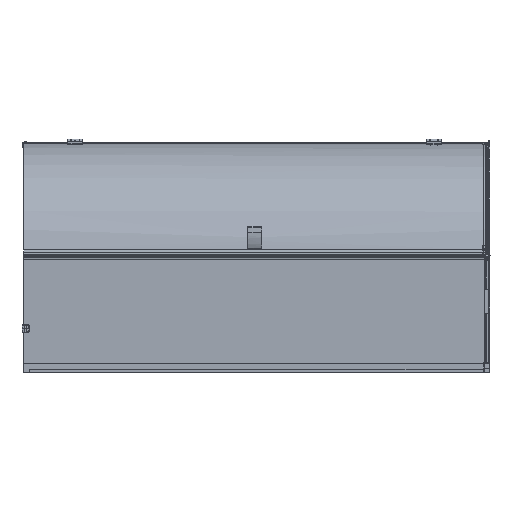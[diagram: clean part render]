
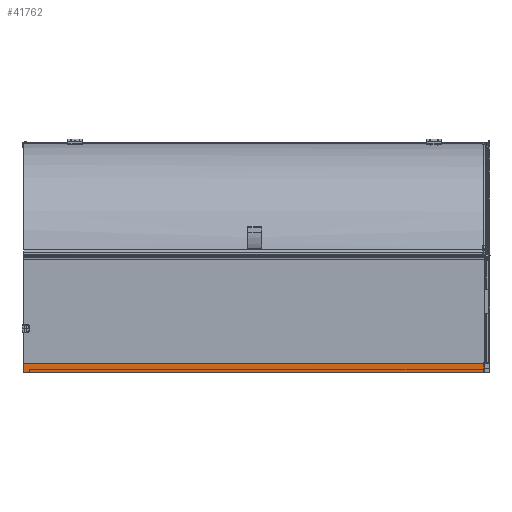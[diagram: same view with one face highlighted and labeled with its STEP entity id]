
A CAD part, left-side view. The second image highlights one B-rep face of the part: STEP entity #41762.
In plain terms, the highlighted cylindrical face has radius 960.746 mm (diameter 1921.49 mm), a partial arc.
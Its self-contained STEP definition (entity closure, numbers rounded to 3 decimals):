
#452 = EDGE_CURVE ( 'NONE', #129552, #106197, #91297, .T. ) ;
#3983 = CARTESIAN_POINT ( 'NONE',  ( -666.832, -959.5, -948.706 ) ) ;
#6216 = CARTESIAN_POINT ( 'NONE',  ( -667.096, -959.5, -922.562 ) ) ;
#6487 = AXIS2_PLACEMENT_3D ( 'NONE', #30505, #60522, #9876 ) ;
#9392 = VECTOR ( 'NONE', #89168, 1000. ) ;
#9876 = DIRECTION ( 'NONE',  ( 0., 0., 1. ) ) ;
#18064 = ORIENTED_EDGE ( 'NONE', *, *, #66046, .T. ) ;
#22020 = EDGE_CURVE ( 'NONE', #51847, #108518, #125972, .T. ) ;
#30406 = DIRECTION ( 'NONE',  ( 0., -1., 0. ) ) ;
#30505 = CARTESIAN_POINT ( 'NONE',  ( 293.716, 966.8, -929.173 ) ) ;
#30554 = DIRECTION ( 'NONE',  ( 0., 1., 0. ) ) ;
#38272 = DIRECTION ( 'NONE',  ( 0., -1., 0. ) ) ;
#39734 = VERTEX_POINT ( 'NONE', #66197 ) ;
#41762 = ADVANCED_FACE ( 'NONE', ( #56321 ), #77229, .T. ) ;
#44263 = EDGE_LOOP ( 'NONE', ( #18064, #77705, #56026, #77115, #87526 ) ) ;
#47946 = EDGE_CURVE ( 'NONE', #51847, #39734, #67996, .T. ) ;
#51847 = VERTEX_POINT ( 'NONE', #76793 ) ;
#56026 = ORIENTED_EDGE ( 'NONE', *, *, #126541, .F. ) ;
#56321 = FACE_OUTER_BOUND ( 'NONE', #44263, .T. ) ;
#56333 = CARTESIAN_POINT ( 'NONE',  ( -666.828, -959.5, -909.49 ) ) ;
#60522 = DIRECTION ( 'NONE',  ( 0., -1., 0. ) ) ;
#61773 = CARTESIAN_POINT ( 'NONE',  ( -666.828, 966.5, -909.49 ) ) ;
#61933 = CARTESIAN_POINT ( 'NONE',  ( 293.716, 966.5, -929.173 ) ) ;
#64648 = AXIS2_PLACEMENT_3D ( 'NONE', #61933, #30554, #102404 ) ;
#66046 = EDGE_CURVE ( 'NONE', #39734, #106197, #99312, .T. ) ;
#66197 = CARTESIAN_POINT ( 'NONE',  ( -666.832, 966.8, -948.707 ) ) ;
#67996 = CIRCLE ( 'NONE', #6487, 960.747 ) ;
#76793 = CARTESIAN_POINT ( 'NONE',  ( -666.828, 966.8, -909.49 ) ) ;
#77115 = ORIENTED_EDGE ( 'NONE', *, *, #22020, .F. ) ;
#77229 = CYLINDRICAL_SURFACE ( 'NONE', #64648, 960.747 ) ;
#77705 = ORIENTED_EDGE ( 'NONE', *, *, #452, .F. ) ;
#86759 = CARTESIAN_POINT ( 'NONE',  ( -666.832, 966.5, -948.707 ) ) ;
#87526 = ORIENTED_EDGE ( 'NONE', *, *, #47946, .T. ) ;
#89168 = DIRECTION ( 'NONE',  ( 0., 1., 0. ) ) ;
#91297 = LINE ( 'NONE', #106740, #9392 ) ;
#95375 = CARTESIAN_POINT ( 'NONE',  ( -666.832, 966.5, -948.706 ) ) ;
#98678 = CARTESIAN_POINT ( 'NONE',  ( -666.828, -959.5, -909.49 ) ) ;
#99312 = LINE ( 'NONE', #86759, #128310 ) ;
#102404 = DIRECTION ( 'NONE',  ( 0., 0., 1. ) ) ;
#106197 = VERTEX_POINT ( 'NONE', #95375 ) ;
#106740 = CARTESIAN_POINT ( 'NONE',  ( -666.832, 966.5, -948.706 ) ) ;
#108518 = VERTEX_POINT ( 'NONE', #56333 ) ;
#113059 = VECTOR ( 'NONE', #30406, 1000. ) ;
#115007 = B_SPLINE_CURVE_WITH_KNOTS ( 'NONE', 3,
 ( #98678, #6216, #119805, #120244 ),
 .UNSPECIFIED., .F., .F.,
 ( 4, 4 ),
 ( 0., 1. ),
 .UNSPECIFIED. ) ;
#119805 = CARTESIAN_POINT ( 'NONE',  ( -667.097, -959.5, -935.634 ) ) ;
#120244 = CARTESIAN_POINT ( 'NONE',  ( -666.832, -959.5, -948.706 ) ) ;
#125972 = LINE ( 'NONE', #61773, #113059 ) ;
#126541 = EDGE_CURVE ( 'NONE', #108518, #129552, #115007, .T. ) ;
#128310 = VECTOR ( 'NONE', #38272, 1000. ) ;
#129552 = VERTEX_POINT ( 'NONE', #3983 ) ;
